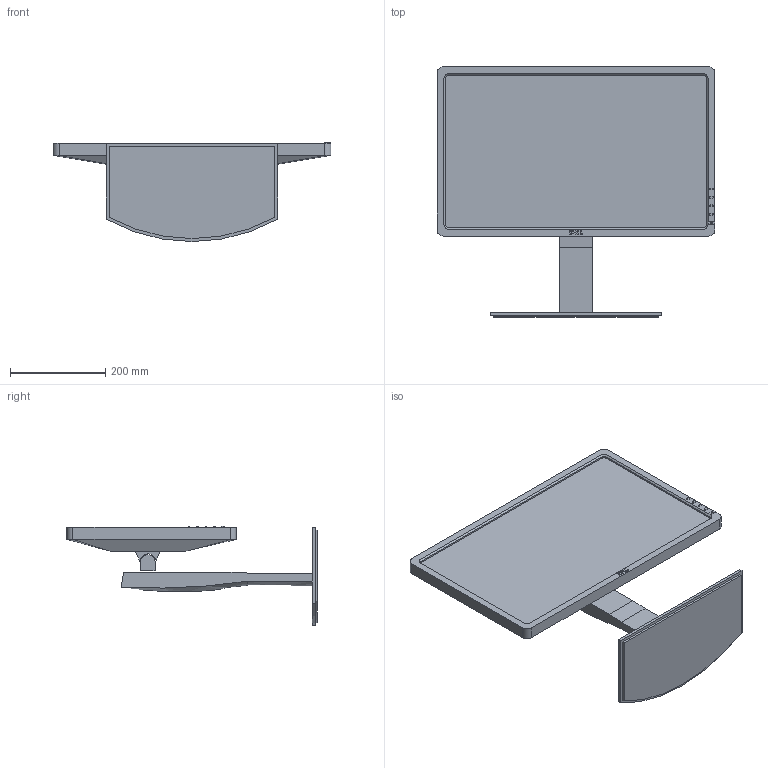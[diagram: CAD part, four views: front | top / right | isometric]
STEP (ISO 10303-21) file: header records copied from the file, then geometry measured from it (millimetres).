
FILE_DESCRIPTION(/* description */ (''),/* implementation_level */ '2;1');
FILE_NAME(/* name */ 'Monitor.stp',/* time_stamp */ '2016-08-05T14:21:45-05:00',/* author */ ('mschuste'),/* organization */ (''),/* preprocessor_version */ 'ST-DEVELOPER v16.5',/* originating_system */ 'Autodesk Inventor 2017',/* authorisation */ '');
FILE_SCHEMA (('AUTOMOTIVE_DESIGN { 1 0 10303 214 3 1 1 }'));
Length unit declared in the file: inch
Products named in the file (1): Monitor
Bounding box: 584.2 x 525.67 x 208.45 mm (x, y, z)
Volume: 8335000.8 mm3; surface area: 724787.7 mm2
Topology: 3 solids, 3 shells, 154 faces, 372 edges, 241 vertices
Faces by surface type: plane 117, cylinder 27, bspline 6, cone 4
Full cylindrical faces by diameter (mm): 88.9 x1, 91.44 x1
Entity records: 4760 total; most frequent: CARTESIAN_POINT 928, ORIENTED_EDGE 738, DIRECTION 725, EDGE_CURVE 369, LINE 305, VECTOR 305, VERTEX_POINT 239, AXIS2_PLACEMENT_3D 210
